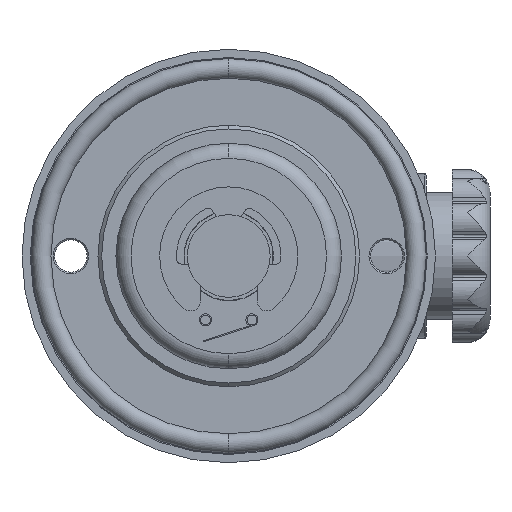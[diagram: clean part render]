
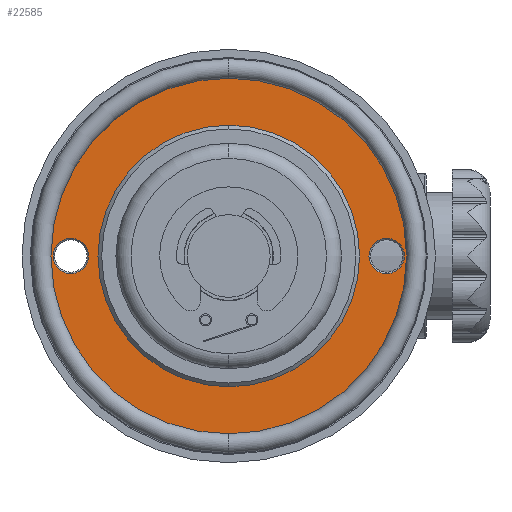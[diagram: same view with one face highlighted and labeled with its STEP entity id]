
A CAD part, front view. The second image highlights one B-rep face of the part: STEP entity #22585.
In plain terms, the highlighted planar face has unit normal (0, -1, 0).
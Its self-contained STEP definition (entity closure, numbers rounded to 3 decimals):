
#220 = AXIS2_PLACEMENT_3D ( 'NONE', #19000, #14665, #23579 ) ;
#469 = ORIENTED_EDGE ( 'NONE', *, *, #27427, .T. ) ;
#514 = DIRECTION ( 'NONE',  ( 0., 1., 0. ) ) ;
#587 = CARTESIAN_POINT ( 'NONE',  ( 0., 9.5, 0. ) ) ;
#806 = ORIENTED_EDGE ( 'NONE', *, *, #16021, .T. ) ;
#957 = VERTEX_POINT ( 'NONE', #21813 ) ;
#1155 = CARTESIAN_POINT ( 'NONE',  ( 0., 9.5, 0. ) ) ;
#1176 = DIRECTION ( 'NONE',  ( 0., 1., 0. ) ) ;
#1360 = CIRCLE ( 'NONE', #2773, 2.35 ) ;
#2773 = AXIS2_PLACEMENT_3D ( 'NONE', #22679, #514, #27414 ) ;
#2935 = CARTESIAN_POINT ( 'NONE',  ( -21., 9.5, 0. ) ) ;
#3273 = CARTESIAN_POINT ( 'NONE',  ( 0., 9.5, 17.4 ) ) ;
#3459 = PLANE ( 'NONE',  #27093 ) ;
#4367 = AXIS2_PLACEMENT_3D ( 'NONE', #1155, #14526, #9926 ) ;
#5898 = VERTEX_POINT ( 'NONE', #13060 ) ;
#5907 = DIRECTION ( 'NONE',  ( 0., 0., 1. ) ) ;
#6194 = AXIS2_PLACEMENT_3D ( 'NONE', #6585, #22138, #15398 ) ;
#6585 = CARTESIAN_POINT ( 'NONE',  ( -21., 9.5, 0. ) ) ;
#6617 = CIRCLE ( 'NONE', #220, 23.65 ) ;
#6709 = ORIENTED_EDGE ( 'NONE', *, *, #18267, .T. ) ;
#6772 = EDGE_CURVE ( 'NONE', #20756, #11865, #28217, .T. ) ;
#6846 = EDGE_CURVE ( 'NONE', #24213, #957, #18608, .T. ) ;
#7498 = CIRCLE ( 'NONE', #9384, 17.4 ) ;
#7889 = DIRECTION ( 'NONE',  ( 0., -1., 0. ) ) ;
#8139 = ORIENTED_EDGE ( 'NONE', *, *, #6846, .T. ) ;
#8508 = DIRECTION ( 'NONE',  ( 0., 1., 0. ) ) ;
#9069 = EDGE_LOOP ( 'NONE', ( #8139, #25509 ) ) ;
#9384 = AXIS2_PLACEMENT_3D ( 'NONE', #587, #1176, #9946 ) ;
#9564 = EDGE_LOOP ( 'NONE', ( #806, #15831 ) ) ;
#9926 = DIRECTION ( 'NONE',  ( 0., 0., 1. ) ) ;
#9946 = DIRECTION ( 'NONE',  ( 0., 0., 1. ) ) ;
#11328 = EDGE_CURVE ( 'NONE', #11865, #20756, #6617, .T. ) ;
#11693 = DIRECTION ( 'NONE',  ( 0., 0., -1. ) ) ;
#11865 = VERTEX_POINT ( 'NONE', #28406 ) ;
#12110 = AXIS2_PLACEMENT_3D ( 'NONE', #13974, #24910, #11693 ) ;
#12983 = CIRCLE ( 'NONE', #12110, 2.35 ) ;
#13030 = EDGE_CURVE ( 'NONE', #22555, #13720, #12983, .T. ) ;
#13060 = CARTESIAN_POINT ( 'NONE',  ( 0., 9.5, -17.4 ) ) ;
#13302 = EDGE_LOOP ( 'NONE', ( #6709, #469 ) ) ;
#13720 = VERTEX_POINT ( 'NONE', #21891 ) ;
#13974 = CARTESIAN_POINT ( 'NONE',  ( 21., 9.5, 0. ) ) ;
#14526 = DIRECTION ( 'NONE',  ( 0., 1., 0. ) ) ;
#14665 = DIRECTION ( 'NONE',  ( 0., 1., 0. ) ) ;
#15398 = DIRECTION ( 'NONE',  ( 0., 0., -1. ) ) ;
#15762 = AXIS2_PLACEMENT_3D ( 'NONE', #2935, #20180, #24349 ) ;
#15831 = ORIENTED_EDGE ( 'NONE', *, *, #13030, .T. ) ;
#16021 = EDGE_CURVE ( 'NONE', #13720, #22555, #1360, .T. ) ;
#16403 = FACE_BOUND ( 'NONE', #9069, .T. ) ;
#16846 = CARTESIAN_POINT ( 'NONE',  ( -21., 9.5, -2.35 ) ) ;
#18267 = EDGE_CURVE ( 'NONE', #25226, #5898, #27355, .T. ) ;
#18559 = ORIENTED_EDGE ( 'NONE', *, *, #11328, .F. ) ;
#18608 = CIRCLE ( 'NONE', #6194, 2.35 ) ;
#18714 = DIRECTION ( 'NONE',  ( 0., 0., -1. ) ) ;
#19000 = CARTESIAN_POINT ( 'NONE',  ( 0., 9.5, 0. ) ) ;
#19112 = AXIS2_PLACEMENT_3D ( 'NONE', #21187, #8508, #5907 ) ;
#19291 = EDGE_CURVE ( 'NONE', #957, #24213, #27691, .T. ) ;
#20180 = DIRECTION ( 'NONE',  ( 0., 1., 0. ) ) ;
#20562 = FACE_BOUND ( 'NONE', #13302, .T. ) ;
#20756 = VERTEX_POINT ( 'NONE', #25810 ) ;
#20849 = CARTESIAN_POINT ( 'NONE',  ( -17.4, 9.5, 0. ) ) ;
#21187 = CARTESIAN_POINT ( 'NONE',  ( 0., 9.5, 0. ) ) ;
#21813 = CARTESIAN_POINT ( 'NONE',  ( -21., 9.5, 2.35 ) ) ;
#21891 = CARTESIAN_POINT ( 'NONE',  ( 21., 9.5, -2.35 ) ) ;
#22138 = DIRECTION ( 'NONE',  ( 0., 1., 0. ) ) ;
#22555 = VERTEX_POINT ( 'NONE', #27450 ) ;
#22585 = ADVANCED_FACE ( 'NONE', ( #16403, #25291, #20562, #25158 ), #3459, .T. ) ;
#22679 = CARTESIAN_POINT ( 'NONE',  ( 21., 9.5, 0. ) ) ;
#22855 = EDGE_LOOP ( 'NONE', ( #27167, #18559 ) ) ;
#23579 = DIRECTION ( 'NONE',  ( 0., 0., 1. ) ) ;
#24213 = VERTEX_POINT ( 'NONE', #16846 ) ;
#24349 = DIRECTION ( 'NONE',  ( 0., 0., -1. ) ) ;
#24910 = DIRECTION ( 'NONE',  ( 0., 1., 0. ) ) ;
#25158 = FACE_OUTER_BOUND ( 'NONE', #22855, .T. ) ;
#25226 = VERTEX_POINT ( 'NONE', #3273 ) ;
#25291 = FACE_BOUND ( 'NONE', #9564, .T. ) ;
#25509 = ORIENTED_EDGE ( 'NONE', *, *, #19291, .T. ) ;
#25810 = CARTESIAN_POINT ( 'NONE',  ( 0., 9.5, 23.65 ) ) ;
#27093 = AXIS2_PLACEMENT_3D ( 'NONE', #20849, #7889, #18714 ) ;
#27167 = ORIENTED_EDGE ( 'NONE', *, *, #6772, .F. ) ;
#27355 = CIRCLE ( 'NONE', #19112, 17.4 ) ;
#27414 = DIRECTION ( 'NONE',  ( 0., 0., -1. ) ) ;
#27427 = EDGE_CURVE ( 'NONE', #5898, #25226, #7498, .T. ) ;
#27450 = CARTESIAN_POINT ( 'NONE',  ( 21., 9.5, 2.35 ) ) ;
#27691 = CIRCLE ( 'NONE', #15762, 2.35 ) ;
#28217 = CIRCLE ( 'NONE', #4367, 23.65 ) ;
#28406 = CARTESIAN_POINT ( 'NONE',  ( 0., 9.5, -23.65 ) ) ;
